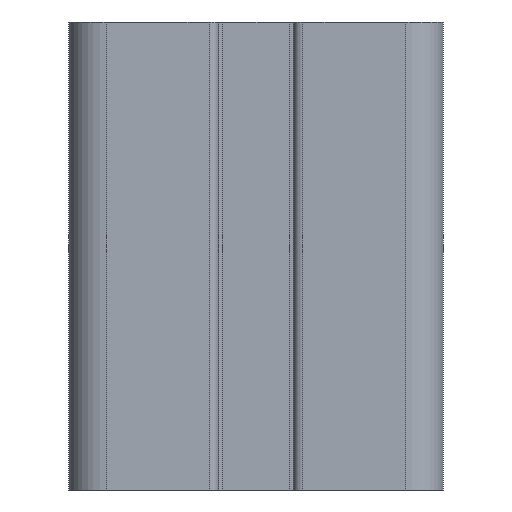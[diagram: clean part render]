
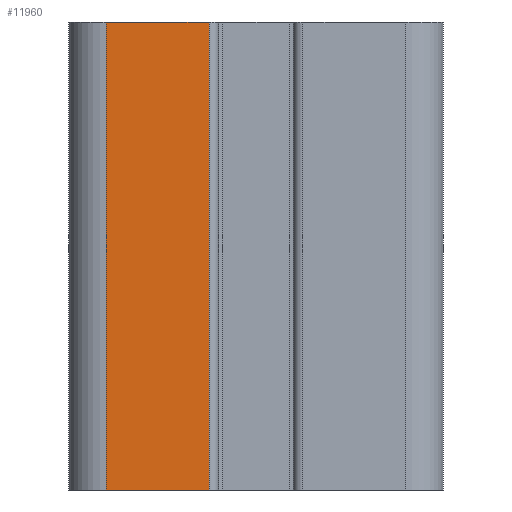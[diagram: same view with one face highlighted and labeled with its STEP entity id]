
A CAD part, left-side view. The second image highlights one B-rep face of the part: STEP entity #11960.
In plain terms, the highlighted planar face has unit normal (-1, 0, 0).
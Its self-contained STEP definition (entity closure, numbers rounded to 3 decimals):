
#156 = VERTEX_POINT ( 'NONE', #1347 ) ;
#174 = EDGE_LOOP ( 'NONE', ( #6307, #4010, #10073, #13126 ) ) ;
#236 = DIRECTION ( 'NONE',  ( 0., 0., -1. ) ) ;
#1015 = LINE ( 'NONE', #3094, #7021 ) ;
#1137 = EDGE_CURVE ( 'NONE', #1884, #9984, #4117, .T. ) ;
#1327 = EDGE_CURVE ( 'NONE', #156, #9984, #9942, .T. ) ;
#1347 = CARTESIAN_POINT ( 'NONE',  ( -80., 5., 25. ) ) ;
#1884 = VERTEX_POINT ( 'NONE', #4794 ) ;
#2051 = DIRECTION ( 'NONE',  ( 0., 0., -1. ) ) ;
#2858 = DIRECTION ( 'NONE',  ( 0., -1., 0. ) ) ;
#2968 = VECTOR ( 'NONE', #236, 1000. ) ;
#3094 = CARTESIAN_POINT ( 'NONE',  ( -80., 16., 25. ) ) ;
#3129 = CARTESIAN_POINT ( 'NONE',  ( -80., 5., -25. ) ) ;
#4010 = ORIENTED_EDGE ( 'NONE', *, *, #1327, .F. ) ;
#4117 = LINE ( 'NONE', #7458, #8076 ) ;
#4794 = CARTESIAN_POINT ( 'NONE',  ( -80., 16., -25. ) ) ;
#5044 = EDGE_CURVE ( 'NONE', #13179, #156, #5079, .T. ) ;
#5079 = LINE ( 'NONE', #12375, #11049 ) ;
#5115 = CARTESIAN_POINT ( 'NONE',  ( -80., 16., 25. ) ) ;
#6307 = ORIENTED_EDGE ( 'NONE', *, *, #1137, .T. ) ;
#6480 = DIRECTION ( 'NONE',  ( 0., -1., 0. ) ) ;
#7021 = VECTOR ( 'NONE', #2051, 1000. ) ;
#7458 = CARTESIAN_POINT ( 'NONE',  ( -80., 16., -25. ) ) ;
#7704 = AXIS2_PLACEMENT_3D ( 'NONE', #5115, #13630, #12469 ) ;
#8076 = VECTOR ( 'NONE', #6480, 1000. ) ;
#8765 = CARTESIAN_POINT ( 'NONE',  ( -80., 16., 25. ) ) ;
#9942 = LINE ( 'NONE', #10784, #2968 ) ;
#9984 = VERTEX_POINT ( 'NONE', #3129 ) ;
#10073 = ORIENTED_EDGE ( 'NONE', *, *, #5044, .F. ) ;
#10784 = CARTESIAN_POINT ( 'NONE',  ( -80., 5., 25. ) ) ;
#11049 = VECTOR ( 'NONE', #2858, 1000. ) ;
#11364 = FACE_OUTER_BOUND ( 'NONE', #174, .T. ) ;
#11960 = ADVANCED_FACE ( 'NONE', ( #11364 ), #12410, .F. ) ;
#12009 = EDGE_CURVE ( 'NONE', #13179, #1884, #1015, .T. ) ;
#12375 = CARTESIAN_POINT ( 'NONE',  ( -80., 16., 25. ) ) ;
#12410 = PLANE ( 'NONE',  #7704 ) ;
#12469 = DIRECTION ( 'NONE',  ( 0., 1., 0. ) ) ;
#13126 = ORIENTED_EDGE ( 'NONE', *, *, #12009, .T. ) ;
#13179 = VERTEX_POINT ( 'NONE', #8765 ) ;
#13630 = DIRECTION ( 'NONE',  ( 1., 0., 0. ) ) ;
